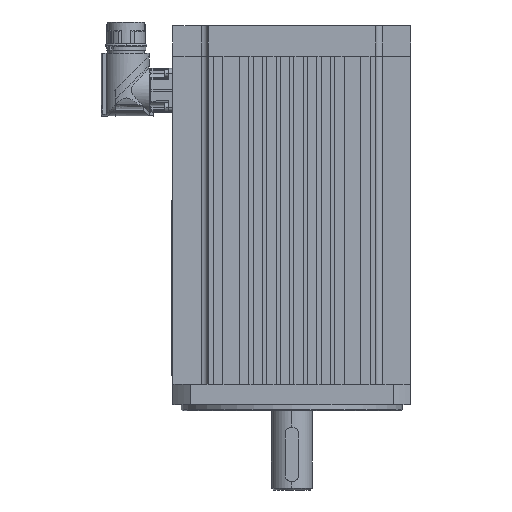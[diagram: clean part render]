
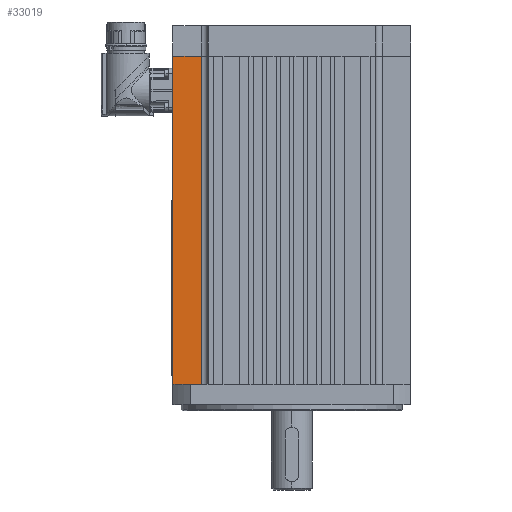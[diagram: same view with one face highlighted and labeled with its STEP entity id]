
A CAD part, left-side view. The second image highlights one B-rep face of the part: STEP entity #33019.
In plain terms, the highlighted face is planar.
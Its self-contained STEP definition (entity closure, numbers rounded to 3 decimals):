
#27972=CARTESIAN_POINT('',(-49.3,70.,0.0));
#27973=VERTEX_POINT('',#27972);
#27974=CARTESIAN_POINT('',(-49.3,53.3,0.0));
#27975=VERTEX_POINT('',#27974);
#27976=CARTESIAN_POINT('',(-49.3,70.,0.0));
#27977=DIRECTION('',(0.0,-1.0,0.0));
#27978=VECTOR('',#27977,16.7);
#27979=LINE('',#27976,#27978);
#27980=EDGE_CURVE('',#27973,#27975,#27979,.T.);
#31108=CARTESIAN_POINT('',(-49.3,70.,193.0));
#31109=VERTEX_POINT('',#31108);
#31146=CARTESIAN_POINT('',(-49.3,53.3,193.0));
#31147=VERTEX_POINT('',#31146);
#31148=CARTESIAN_POINT('',(-49.3,53.3,193.0));
#31149=DIRECTION('',(0.0,1.0,0.0));
#31150=VECTOR('',#31149,16.7);
#31151=LINE('',#31148,#31150);
#31152=EDGE_CURVE('',#31147,#31109,#31151,.T.);
#32992=CARTESIAN_POINT('',(-49.3,53.3,0.0));
#32993=DIRECTION('',(0.0,0.0,1.0));
#32994=VECTOR('',#32993,193.0);
#32995=LINE('',#32992,#32994);
#32996=EDGE_CURVE('',#27975,#31147,#32995,.T.);
#33003=CARTESIAN_POINT('',(-49.3,53.3,0.0));
#33004=DIRECTION('',(-1.0,0.0,0.0));
#33005=DIRECTION('',(0.0,0.0,1.0));
#33006=AXIS2_PLACEMENT_3D('',#33003,#33004,#33005);
#33007=PLANE('',#33006);
#33008=ORIENTED_EDGE('',*,*,#31152,.T.);
#33009=CARTESIAN_POINT('',(-49.3,70.,0.0));
#33010=DIRECTION('',(0.0,0.0,1.0));
#33011=VECTOR('',#33010,193.0);
#33012=LINE('',#33009,#33011);
#33013=EDGE_CURVE('',#27973,#31109,#33012,.T.);
#33014=ORIENTED_EDGE('',*,*,#33013,.F.);
#33015=ORIENTED_EDGE('',*,*,#27980,.T.);
#33016=ORIENTED_EDGE('',*,*,#32996,.T.);
#33017=EDGE_LOOP('',(#33008,#33014,#33015,#33016));
#33018=FACE_OUTER_BOUND('',#33017,.T.);
#33019=ADVANCED_FACE('',(#33018),#33007,.T.);
